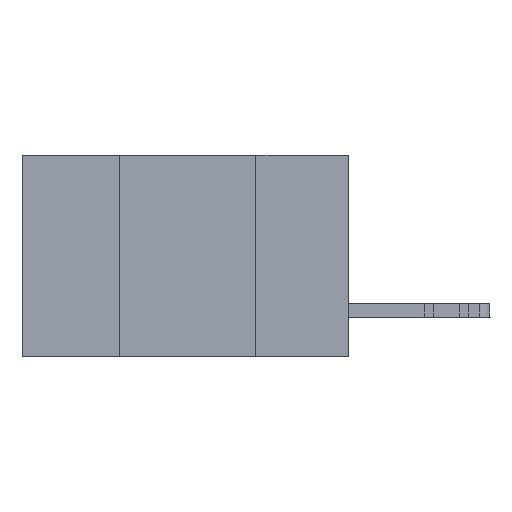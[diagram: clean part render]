
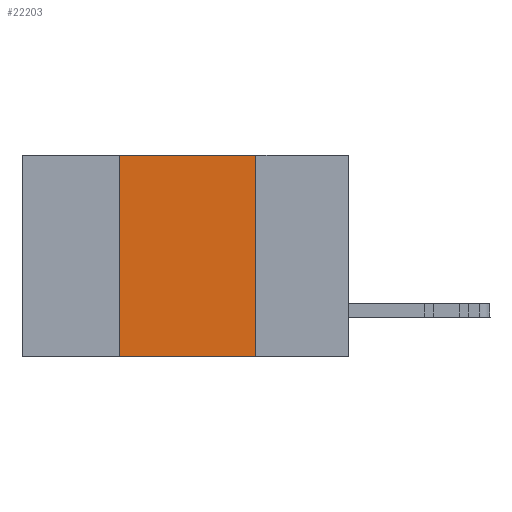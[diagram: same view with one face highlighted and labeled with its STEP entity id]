
A CAD part, left-side view. The second image highlights one B-rep face of the part: STEP entity #22203.
In plain terms, the highlighted planar face has unit normal (-1, 0, 0).
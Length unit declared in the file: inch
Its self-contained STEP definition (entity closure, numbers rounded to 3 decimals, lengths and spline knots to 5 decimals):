
#316 = DIRECTION ( 'NONE',  ( 0., 0., -1. ) ) ;
#367 = LINE ( 'NONE', #17080, #14989 ) ;
#837 = FACE_OUTER_BOUND ( 'NONE', #12828, .T. ) ;
#1224 = EDGE_CURVE ( 'NONE', #12819, #13091, #367, .T. ) ;
#2536 = VERTEX_POINT ( 'NONE', #15819 ) ;
#2539 = VECTOR ( 'NONE', #15692, 39.37008 ) ;
#6559 = DIRECTION ( 'NONE',  ( 0., -1., 0. ) ) ;
#6922 = DIRECTION ( 'NONE',  ( 0., 0., -1. ) ) ;
#7734 = ORIENTED_EDGE ( 'NONE', *, *, #27332, .T. ) ;
#9161 = CARTESIAN_POINT ( 'NONE',  ( 0., 0.42, 0. ) ) ;
#10916 = VERTEX_POINT ( 'NONE', #15378 ) ;
#12819 = VERTEX_POINT ( 'NONE', #14593 ) ;
#12828 = EDGE_LOOP ( 'NONE', ( #24747, #15848, #12887, #7734 ) ) ;
#12887 = ORIENTED_EDGE ( 'NONE', *, *, #20527, .F. ) ;
#13091 = VERTEX_POINT ( 'NONE', #18989 ) ;
#13179 = DIRECTION ( 'NONE',  ( 1., 0., 0. ) ) ;
#13542 = VECTOR ( 'NONE', #22826, 39.37008 ) ;
#14332 = LINE ( 'NONE', #18731, #15674 ) ;
#14593 = CARTESIAN_POINT ( 'NONE',  ( 0., 0.42, 0. ) ) ;
#14821 = LINE ( 'NONE', #9161, #2539 ) ;
#14989 = VECTOR ( 'NONE', #6559, 39.37008 ) ;
#15378 = CARTESIAN_POINT ( 'NONE',  ( 0., 0.42, -0.37 ) ) ;
#15674 = VECTOR ( 'NONE', #316, 39.37008 ) ;
#15692 = DIRECTION ( 'NONE',  ( 0., 0., 1. ) ) ;
#15819 = CARTESIAN_POINT ( 'NONE',  ( 0., 0.17, -0.37 ) ) ;
#15848 = ORIENTED_EDGE ( 'NONE', *, *, #1224, .F. ) ;
#17080 = CARTESIAN_POINT ( 'NONE',  ( 0., 0.6, 0. ) ) ;
#17535 = PLANE ( 'NONE',  #21546 ) ;
#18731 = CARTESIAN_POINT ( 'NONE',  ( 0., 0.17, 0. ) ) ;
#18989 = CARTESIAN_POINT ( 'NONE',  ( 0., 0.17, 0. ) ) ;
#19506 = CARTESIAN_POINT ( 'NONE',  ( 0., 0.6, 0. ) ) ;
#20527 = EDGE_CURVE ( 'NONE', #10916, #12819, #14821, .T. ) ;
#20774 = CARTESIAN_POINT ( 'NONE',  ( 0., 0.6, -0.37 ) ) ;
#21546 = AXIS2_PLACEMENT_3D ( 'NONE', #19506, #13179, #6922 ) ;
#22203 = ADVANCED_FACE ( 'NONE', ( #837 ), #17535, .F. ) ;
#22826 = DIRECTION ( 'NONE',  ( 0., -1., 0. ) ) ;
#24537 = LINE ( 'NONE', #20774, #13542 ) ;
#24616 = EDGE_CURVE ( 'NONE', #13091, #2536, #14332, .T. ) ;
#24747 = ORIENTED_EDGE ( 'NONE', *, *, #24616, .F. ) ;
#27332 = EDGE_CURVE ( 'NONE', #10916, #2536, #24537, .T. ) ;
